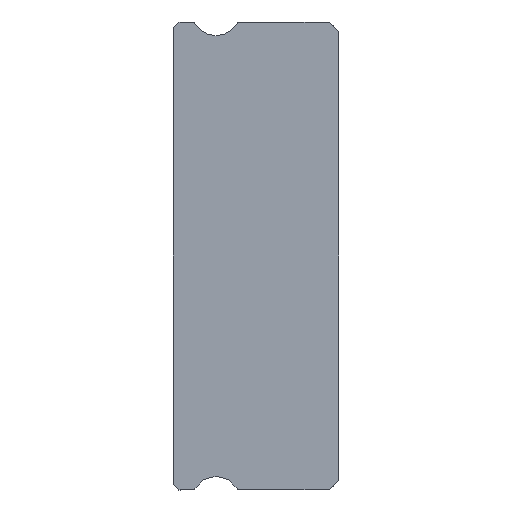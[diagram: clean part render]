
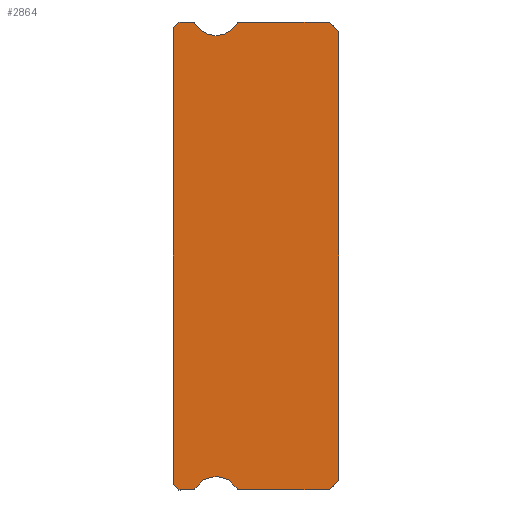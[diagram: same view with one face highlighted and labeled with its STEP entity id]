
A CAD part, left-side view. The second image highlights one B-rep face of the part: STEP entity #2864.
In plain terms, the highlighted planar face has unit normal (-1, 0, 0).
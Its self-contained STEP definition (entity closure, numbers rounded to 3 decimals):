
#7 = EDGE_CURVE ( 'NONE', #2201, #1123, #3834, .T. ) ;
#19 = LINE ( 'NONE', #6816, #7292 ) ;
#32 = CARTESIAN_POINT ( 'NONE',  ( -20., 0., 11.5 ) ) ;
#33 = ORIENTED_EDGE ( 'NONE', *, *, #6337, .F. ) ;
#63 = DIRECTION ( 'NONE',  ( 0., -0.707, -0.707 ) ) ;
#122 = CARTESIAN_POINT ( 'NONE',  ( -20., 8.5, 11.7 ) ) ;
#134 = AXIS2_PLACEMENT_3D ( 'NONE', #7322, #3811, #7582 ) ;
#147 = EDGE_CURVE ( 'NONE', #6435, #5125, #8288, .T. ) ;
#185 = CARTESIAN_POINT ( 'NONE',  ( -20., 8.5, -11.7 ) ) ;
#323 = DIRECTION ( 'NONE',  ( 0., 1., 0. ) ) ;
#337 = PLANE ( 'NONE',  #7003 ) ;
#432 = ORIENTED_EDGE ( 'NONE', *, *, #5284, .F. ) ;
#470 = ORIENTED_EDGE ( 'NONE', *, *, #7607, .T. ) ;
#486 = ORIENTED_EDGE ( 'NONE', *, *, #147, .F. ) ;
#504 = EDGE_CURVE ( 'NONE', #5125, #6353, #19, .T. ) ;
#540 = DIRECTION ( 'NONE',  ( 0., 0., 1. ) ) ;
#689 = VERTEX_POINT ( 'NONE', #8530 ) ;
#712 = LINE ( 'NONE', #3312, #6746 ) ;
#892 = CIRCLE ( 'NONE', #2479, 1.25 ) ;
#919 = ORIENTED_EDGE ( 'NONE', *, *, #504, .F. ) ;
#1024 = DIRECTION ( 'NONE',  ( 1., 0., 0. ) ) ;
#1092 = CARTESIAN_POINT ( 'NONE',  ( -20., 7.512, -12. ) ) ;
#1100 = CIRCLE ( 'NONE', #7840, 0.15 ) ;
#1123 = VERTEX_POINT ( 'NONE', #7114 ) ;
#1157 = DIRECTION ( 'NONE',  ( 0., 1., 0. ) ) ;
#1186 = CIRCLE ( 'NONE', #4838, 0.15 ) ;
#1377 = CARTESIAN_POINT ( 'NONE',  ( -20., 7.383, -11.925 ) ) ;
#1435 = EDGE_CURVE ( 'NONE', #689, #2917, #2282, .T. ) ;
#1504 = CIRCLE ( 'NONE', #7089, 1.25 ) ;
#1680 = VERTEX_POINT ( 'NONE', #7276 ) ;
#1701 = DIRECTION ( 'NONE',  ( 0., 0., -1. ) ) ;
#1739 = CIRCLE ( 'NONE', #134, 1.25 ) ;
#1755 = CIRCLE ( 'NONE', #2915, 0.15 ) ;
#1775 = LINE ( 'NONE', #1092, #8359 ) ;
#1826 = CARTESIAN_POINT ( 'NONE',  ( -20., 8.2, 12. ) ) ;
#1911 = CARTESIAN_POINT ( 'NONE',  ( -20., 7.512, -12. ) ) ;
#1958 = CARTESIAN_POINT ( 'NONE',  ( -20., 7.512, 12. ) ) ;
#1999 = DIRECTION ( 'NONE',  ( 0., -1., 0. ) ) ;
#2020 = CARTESIAN_POINT ( 'NONE',  ( -20., 5.217, -11.925 ) ) ;
#2053 = VERTEX_POINT ( 'NONE', #7428 ) ;
#2161 = VECTOR ( 'NONE', #4107, 1000. ) ;
#2201 = VERTEX_POINT ( 'NONE', #4792 ) ;
#2231 = LINE ( 'NONE', #5031, #5055 ) ;
#2278 = DIRECTION ( 'NONE',  ( 0., 0., -1. ) ) ;
#2282 = CIRCLE ( 'NONE', #3189, 0.15 ) ;
#2479 = AXIS2_PLACEMENT_3D ( 'NONE', #7872, #3496, #5656 ) ;
#2553 = DIRECTION ( 'NONE',  ( 0., 0., -1. ) ) ;
#2626 = DIRECTION ( 'NONE',  ( 0., 0., 1. ) ) ;
#2638 = VERTEX_POINT ( 'NONE', #5787 ) ;
#2818 = EDGE_CURVE ( 'NONE', #1680, #689, #6626, .T. ) ;
#2864 = ADVANCED_FACE ( 'NONE', ( #3068 ), #337, .F. ) ;
#2915 = AXIS2_PLACEMENT_3D ( 'NONE', #4564, #8608, #7252 ) ;
#2917 = VERTEX_POINT ( 'NONE', #2020 ) ;
#2950 = VERTEX_POINT ( 'NONE', #1377 ) ;
#3010 = VECTOR ( 'NONE', #323, 1000. ) ;
#3015 = VERTEX_POINT ( 'NONE', #185 ) ;
#3068 = FACE_OUTER_BOUND ( 'NONE', #6808, .T. ) ;
#3113 = CARTESIAN_POINT ( 'NONE',  ( -20., 7.512, -12. ) ) ;
#3189 = AXIS2_PLACEMENT_3D ( 'NONE', #6390, #8644, #6488 ) ;
#3312 = CARTESIAN_POINT ( 'NONE',  ( -20., 8.5, 11.85 ) ) ;
#3343 = EDGE_CURVE ( 'NONE', #4206, #1680, #5540, .T. ) ;
#3390 = ORIENTED_EDGE ( 'NONE', *, *, #6204, .T. ) ;
#3419 = CARTESIAN_POINT ( 'NONE',  ( -20., 0., -11.5 ) ) ;
#3496 = DIRECTION ( 'NONE',  ( -1., 0., 0. ) ) ;
#3594 = VECTOR ( 'NONE', #1999, 1000. ) ;
#3652 = VECTOR ( 'NONE', #540, 1000. ) ;
#3811 = DIRECTION ( 'NONE',  ( -1., 0., 0. ) ) ;
#3834 = LINE ( 'NONE', #1826, #3010 ) ;
#4107 = DIRECTION ( 'NONE',  ( 0., 0.707, -0.707 ) ) ;
#4138 = EDGE_CURVE ( 'NONE', #4508, #7392, #1739, .T. ) ;
#4206 = VERTEX_POINT ( 'NONE', #6938 ) ;
#4508 = VERTEX_POINT ( 'NONE', #6500 ) ;
#4564 = CARTESIAN_POINT ( 'NONE',  ( -20., 7.512, -11.85 ) ) ;
#4597 = EDGE_CURVE ( 'NONE', #5510, #6283, #1775, .T. ) ;
#4792 = CARTESIAN_POINT ( 'NONE',  ( -20., 7.512, 12. ) ) ;
#4816 = DIRECTION ( 'NONE',  ( 1., 0., 0. ) ) ;
#4838 = AXIS2_PLACEMENT_3D ( 'NONE', #6103, #4816, #2553 ) ;
#4888 = LINE ( 'NONE', #122, #7146 ) ;
#4979 = DIRECTION ( 'NONE',  ( 0., 0.707, -0.707 ) ) ;
#5031 = CARTESIAN_POINT ( 'NONE',  ( -20., 8.2, -12. ) ) ;
#5055 = VECTOR ( 'NONE', #7844, 1000. ) ;
#5125 = VERTEX_POINT ( 'NONE', #7002 ) ;
#5284 = EDGE_CURVE ( 'NONE', #2201, #2638, #1186, .T. ) ;
#5434 = ORIENTED_EDGE ( 'NONE', *, *, #3343, .F. ) ;
#5510 = VERTEX_POINT ( 'NONE', #8396 ) ;
#5540 = LINE ( 'NONE', #3419, #2161 ) ;
#5656 = DIRECTION ( 'NONE',  ( 0., 0., -1. ) ) ;
#5672 = ORIENTED_EDGE ( 'NONE', *, *, #2818, .F. ) ;
#5683 = DIRECTION ( 'NONE',  ( -1., 0., 0. ) ) ;
#5787 = CARTESIAN_POINT ( 'NONE',  ( -20., 7.383, 11.925 ) ) ;
#5884 = CARTESIAN_POINT ( 'NONE',  ( -20., 7.512, 11.85 ) ) ;
#5957 = CARTESIAN_POINT ( 'NONE',  ( -20., 5.217, 11.925 ) ) ;
#5996 = LINE ( 'NONE', #8841, #3652 ) ;
#6034 = EDGE_CURVE ( 'NONE', #2950, #6283, #1755, .T. ) ;
#6035 = DIRECTION ( 'NONE',  ( 0., -1., 0. ) ) ;
#6103 = CARTESIAN_POINT ( 'NONE',  ( -20., 7.512, 11.85 ) ) ;
#6204 = EDGE_CURVE ( 'NONE', #4206, #6353, #5996, .T. ) ;
#6250 = ORIENTED_EDGE ( 'NONE', *, *, #7240, .F. ) ;
#6267 = EDGE_CURVE ( 'NONE', #3015, #2053, #712, .T. ) ;
#6283 = VERTEX_POINT ( 'NONE', #1911 ) ;
#6288 = CARTESIAN_POINT ( 'NONE',  ( -20., 6.3, 12.55 ) ) ;
#6337 = EDGE_CURVE ( 'NONE', #2917, #2950, #892, .T. ) ;
#6353 = VERTEX_POINT ( 'NONE', #32 ) ;
#6390 = CARTESIAN_POINT ( 'NONE',  ( -20., 5.088, -11.85 ) ) ;
#6435 = VERTEX_POINT ( 'NONE', #6586 ) ;
#6488 = DIRECTION ( 'NONE',  ( 0., 0., -1. ) ) ;
#6500 = CARTESIAN_POINT ( 'NONE',  ( -20., 6.3, 11.3 ) ) ;
#6586 = CARTESIAN_POINT ( 'NONE',  ( -20., 5.088, 12. ) ) ;
#6626 = LINE ( 'NONE', #3113, #8795 ) ;
#6746 = VECTOR ( 'NONE', #2626, 1000. ) ;
#6808 = EDGE_LOOP ( 'NONE', ( #7267, #8775, #7105, #8823, #33, #7660, #5672, #5434, #3390, #919, #486, #6900, #8192, #6250, #432, #7988, #470 ) ) ;
#6816 = CARTESIAN_POINT ( 'NONE',  ( -20., 0.5, 12. ) ) ;
#6900 = ORIENTED_EDGE ( 'NONE', *, *, #9025, .F. ) ;
#6938 = CARTESIAN_POINT ( 'NONE',  ( -20., 0., -11.5 ) ) ;
#7002 = CARTESIAN_POINT ( 'NONE',  ( -20., 0.5, 12. ) ) ;
#7003 = AXIS2_PLACEMENT_3D ( 'NONE', #5884, #8003, #1701 ) ;
#7089 = AXIS2_PLACEMENT_3D ( 'NONE', #6288, #5683, #8479 ) ;
#7105 = ORIENTED_EDGE ( 'NONE', *, *, #4597, .T. ) ;
#7114 = CARTESIAN_POINT ( 'NONE',  ( -20., 8.2, 12. ) ) ;
#7146 = VECTOR ( 'NONE', #4979, 1000. ) ;
#7240 = EDGE_CURVE ( 'NONE', #2638, #4508, #1504, .T. ) ;
#7252 = DIRECTION ( 'NONE',  ( 0., 0., -1. ) ) ;
#7267 = ORIENTED_EDGE ( 'NONE', *, *, #6267, .F. ) ;
#7276 = CARTESIAN_POINT ( 'NONE',  ( -20., 0.5, -12. ) ) ;
#7292 = VECTOR ( 'NONE', #63, 1000. ) ;
#7322 = CARTESIAN_POINT ( 'NONE',  ( -20., 6.3, 12.55 ) ) ;
#7392 = VERTEX_POINT ( 'NONE', #5957 ) ;
#7428 = CARTESIAN_POINT ( 'NONE',  ( -20., 8.5, 11.7 ) ) ;
#7582 = DIRECTION ( 'NONE',  ( 0., 0., -1. ) ) ;
#7607 = EDGE_CURVE ( 'NONE', #1123, #2053, #4888, .T. ) ;
#7660 = ORIENTED_EDGE ( 'NONE', *, *, #1435, .F. ) ;
#7840 = AXIS2_PLACEMENT_3D ( 'NONE', #8674, #1024, #2278 ) ;
#7844 = DIRECTION ( 'NONE',  ( 0., -0.707, -0.707 ) ) ;
#7872 = CARTESIAN_POINT ( 'NONE',  ( -20., 6.3, -12.55 ) ) ;
#7988 = ORIENTED_EDGE ( 'NONE', *, *, #7, .T. ) ;
#8003 = DIRECTION ( 'NONE',  ( 1., 0., 0. ) ) ;
#8192 = ORIENTED_EDGE ( 'NONE', *, *, #4138, .F. ) ;
#8288 = LINE ( 'NONE', #1958, #3594 ) ;
#8359 = VECTOR ( 'NONE', #6035, 1000. ) ;
#8396 = CARTESIAN_POINT ( 'NONE',  ( -20., 8.2, -12. ) ) ;
#8479 = DIRECTION ( 'NONE',  ( 0., 0., -1. ) ) ;
#8530 = CARTESIAN_POINT ( 'NONE',  ( -20., 5.088, -12. ) ) ;
#8608 = DIRECTION ( 'NONE',  ( 1., 0., 0. ) ) ;
#8644 = DIRECTION ( 'NONE',  ( 1., 0., 0. ) ) ;
#8666 = EDGE_CURVE ( 'NONE', #3015, #5510, #2231, .T. ) ;
#8674 = CARTESIAN_POINT ( 'NONE',  ( -20., 5.088, 11.85 ) ) ;
#8775 = ORIENTED_EDGE ( 'NONE', *, *, #8666, .T. ) ;
#8795 = VECTOR ( 'NONE', #1157, 1000. ) ;
#8823 = ORIENTED_EDGE ( 'NONE', *, *, #6034, .F. ) ;
#8841 = CARTESIAN_POINT ( 'NONE',  ( -20., 0., 11.5 ) ) ;
#9025 = EDGE_CURVE ( 'NONE', #7392, #6435, #1100, .T. ) ;
